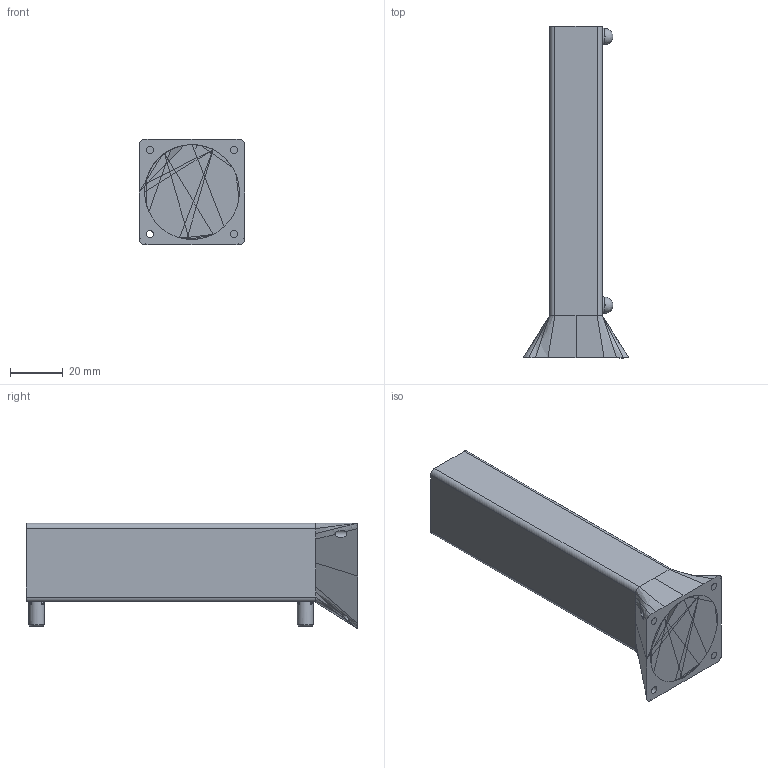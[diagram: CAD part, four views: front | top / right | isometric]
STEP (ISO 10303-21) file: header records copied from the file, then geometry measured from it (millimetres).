
FILE_DESCRIPTION(('FreeCAD Model'),'2;1');
FILE_NAME('Open CASCADE Shape Model','2022-11-27T16:52:32',('Author'),( ''),'Open CASCADE STEP processor 7.5','FreeCAD','Unknown');
FILE_SCHEMA(('AUTOMOTIVE_DESIGN { 1 0 10303 214 1 1 1 1 }'));
Length unit declared in the file: millimetre
Products named in the file (1): driver.fan.holder
Bounding box: 40 x 126 x 40 mm (x, y, z)
Volume: 12685.2 mm3; surface area: 20312.5 mm2
Topology: 1 solids, 1 shells, 91 faces, 254 edges, 156 vertices
Faces by surface type: bspline 40, cylinder 26, plane 17, cone 4, revolution 4
Full cylindrical faces by diameter (mm): 2.8 x6, 6 x2
Entity records: 13593 total; most frequent: CARTESIAN_POINT 9197, DIRECTION 648, ORIENTED_EDGE 492, PCURVE 492, DEFINITIONAL_REPRESENTATION 492, LINE 406, VECTOR 406, EDGE_CURVE 246
